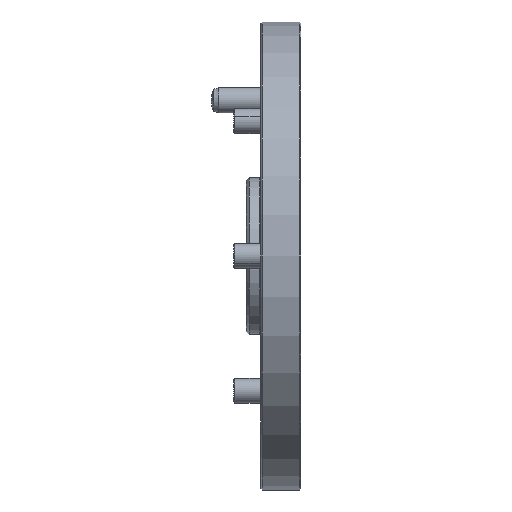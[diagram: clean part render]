
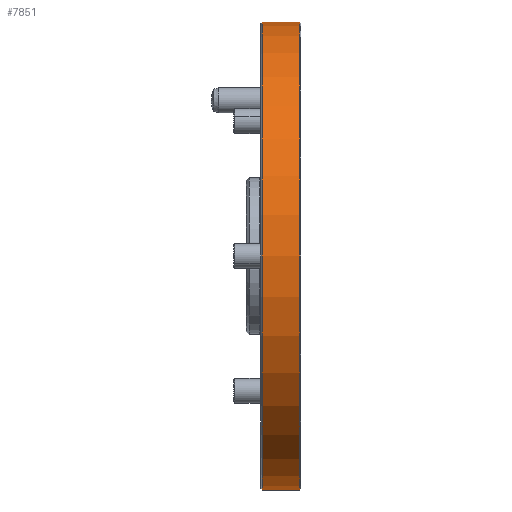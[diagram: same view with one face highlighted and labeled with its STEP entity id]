
A CAD part, front view. The second image highlights one B-rep face of the part: STEP entity #7851.
In plain terms, the highlighted cylindrical face has radius 94 mm (diameter 188 mm), a partial arc.
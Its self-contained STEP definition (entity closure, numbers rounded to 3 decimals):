
#64 = DIRECTION ( 'NONE',  ( -1., 0., 0. ) ) ;
#122 = ORIENTED_EDGE ( 'NONE', *, *, #1733, .F. ) ;
#180 = DIRECTION ( 'NONE',  ( 0., 0., 1. ) ) ;
#420 = VERTEX_POINT ( 'NONE', #1191 ) ;
#1160 = CARTESIAN_POINT ( 'NONE',  ( -15.5, 0., -94. ) ) ;
#1191 = CARTESIAN_POINT ( 'NONE',  ( -15.5, 0., 94. ) ) ;
#1605 = LINE ( 'NONE', #4787, #5432 ) ;
#1663 = EDGE_LOOP ( 'NONE', ( #5799, #9789, #7257, #122 ) ) ;
#1733 = EDGE_CURVE ( 'NONE', #9919, #420, #2156, .T. ) ;
#1855 = CARTESIAN_POINT ( 'NONE',  ( -0.5, 0., -94. ) ) ;
#2099 = CARTESIAN_POINT ( 'NONE',  ( -72.399, 0., 94. ) ) ;
#2156 = CIRCLE ( 'NONE', #7968, 94. ) ;
#2202 = CARTESIAN_POINT ( 'NONE',  ( -0.5, 0., 94. ) ) ;
#2605 = AXIS2_PLACEMENT_3D ( 'NONE', #4836, #4064, #180 ) ;
#2640 = DIRECTION ( 'NONE',  ( -1., 0., 0. ) ) ;
#2835 = CARTESIAN_POINT ( 'NONE',  ( -15.5, 0., 0. ) ) ;
#3486 = VERTEX_POINT ( 'NONE', #2202 ) ;
#4064 = DIRECTION ( 'NONE',  ( -1., 0., 0. ) ) ;
#4554 = LINE ( 'NONE', #2099, #8869 ) ;
#4787 = CARTESIAN_POINT ( 'NONE',  ( -72.399, 0., -94. ) ) ;
#4836 = CARTESIAN_POINT ( 'NONE',  ( -0.5, 0., 0. ) ) ;
#4972 = CYLINDRICAL_SURFACE ( 'NONE', #8392, 94. ) ;
#5253 = EDGE_CURVE ( 'NONE', #10170, #3486, #6908, .T. ) ;
#5432 = VECTOR ( 'NONE', #64, 1000. ) ;
#5525 = DIRECTION ( 'NONE',  ( 0., 0., 1. ) ) ;
#5799 = ORIENTED_EDGE ( 'NONE', *, *, #8327, .F. ) ;
#5815 = DIRECTION ( 'NONE',  ( 0., 0., 1. ) ) ;
#6626 = EDGE_CURVE ( 'NONE', #3486, #420, #4554, .T. ) ;
#6908 = CIRCLE ( 'NONE', #2605, 94. ) ;
#7257 = ORIENTED_EDGE ( 'NONE', *, *, #6626, .T. ) ;
#7851 = ADVANCED_FACE ( 'NONE', ( #10257 ), #4972, .T. ) ;
#7968 = AXIS2_PLACEMENT_3D ( 'NONE', #2835, #2640, #5815 ) ;
#8327 = EDGE_CURVE ( 'NONE', #10170, #9919, #1605, .T. ) ;
#8392 = AXIS2_PLACEMENT_3D ( 'NONE', #9472, #8916, #5525 ) ;
#8869 = VECTOR ( 'NONE', #10117, 1000. ) ;
#8916 = DIRECTION ( 'NONE',  ( -1., 0., 0. ) ) ;
#9472 = CARTESIAN_POINT ( 'NONE',  ( -72.399, 0., 0. ) ) ;
#9789 = ORIENTED_EDGE ( 'NONE', *, *, #5253, .T. ) ;
#9919 = VERTEX_POINT ( 'NONE', #1160 ) ;
#10117 = DIRECTION ( 'NONE',  ( -1., 0., 0. ) ) ;
#10170 = VERTEX_POINT ( 'NONE', #1855 ) ;
#10257 = FACE_OUTER_BOUND ( 'NONE', #1663, .T. ) ;
